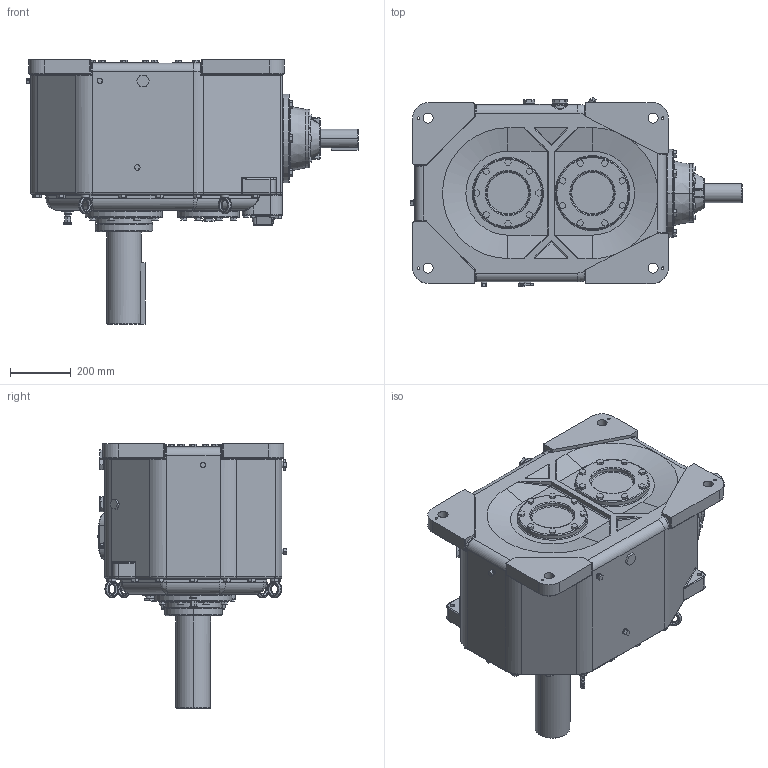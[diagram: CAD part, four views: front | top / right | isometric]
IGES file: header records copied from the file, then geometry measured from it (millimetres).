
Global section: file name: No Iges File Name specified; native system: Autodesk Inventor 2011; preprocessor: AutoDesk Inventor Iges Exporter R2011; author: johncampbell; date: 20111128.115432; units: inch
Bounding box: 1096.26 x 624.37 x 873.12 mm (x, y, z)
Volume: 212892581.5 mm3; surface area: 2688871.3 mm2
Topology: 3 solids, 28 shells, 1791 faces, 4415 edges, 2721 vertices
Faces by surface type: plane 1000, bspline 394, cylinder 185, torus 106, revolution 80, cone 14, sphere 12
